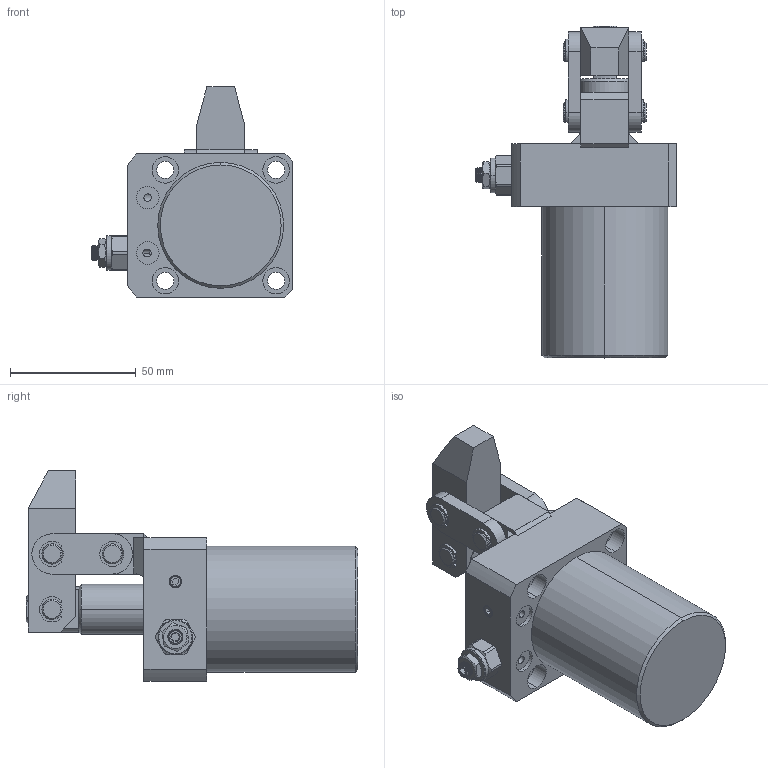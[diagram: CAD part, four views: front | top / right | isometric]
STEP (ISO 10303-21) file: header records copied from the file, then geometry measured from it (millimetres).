
FILE_DESCRIPTION (( 'STEP AP214' ), '1' );
FILE_NAME ('CHLC-FAMT32R.STEP', '2019-04-15T02:34:29', ( '' ), ( '' ), 'SwSTEP 2.0', 'SolidWorks 2016', '' );
FILE_SCHEMA (( 'AUTOMOTIVE_DESIGN' ));
Length unit declared in the file: millimetre
Products named in the file (11): 揤旋; LHC01D-32-01_1; socket set screw flat point_iso_ISO 4026 - M5 x 6-S; CZL10覃厒概; chlc-famT32BT-HANJIE; CHLC-32-08_1_1; CHLC-32-04_1_1; CHLC-32-03_1; CHLC-32-02_1; benti_1; CHLC-FAMT32R
Assembly tree (19 placements, depth 2):
  CHLC-FAMT32R
    benti_1
    CHLC-32-02_1
    CHLC-32-03_1  x2
    CHLC-32-04_1_1  x2
    CHLC-32-08_1_1
    chlc-famT32BT-HANJIE
    CZL10覃厒概
    socket set screw flat point_iso_ISO 4026 - M5 x 6-S  x3
    LHC01D-32-01_1  x6
    揤旋
Bounding box: 79.8 x 131.8 x 83.5 mm (x, y, z)
Volume: 225333.5 mm3; surface area: 60292.3 mm2
Topology: 23 solids, 23 shells, 863 faces, 2202 edges, 1414 vertices
Faces by surface type: cylinder 364, plane 230, cone 199, bspline 54, torus 16
Entity records: 35939 total; most frequent: CARTESIAN_POINT 16553, ORIENTED_EDGE 2948, DIRECTION 2782, EDGE_CURVE 1474, AXIS2_PLACEMENT_3D 1098, VERTEX_POINT 948, EDGE_LOOP 656, VECTOR 586
